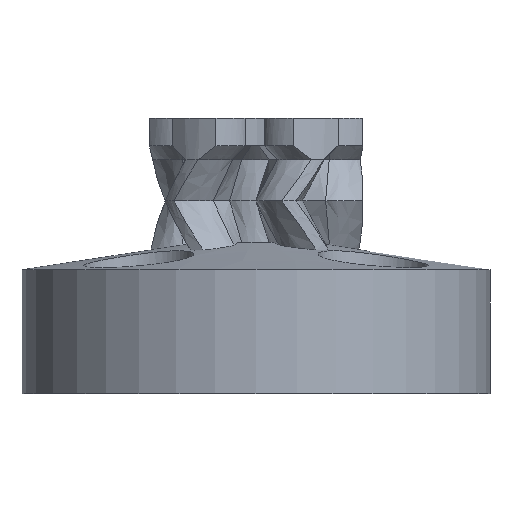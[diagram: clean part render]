
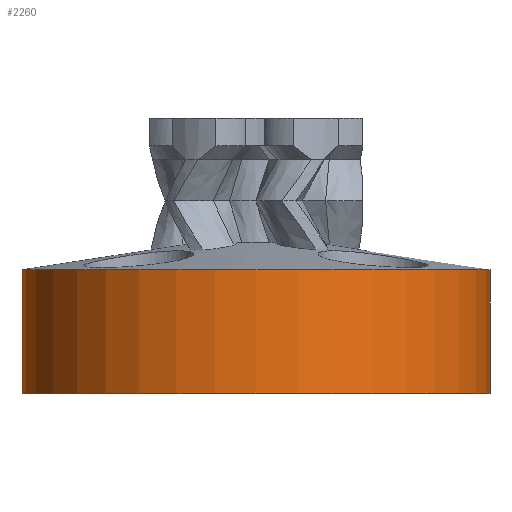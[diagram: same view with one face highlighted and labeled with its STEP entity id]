
A CAD part, front view. The second image highlights one B-rep face of the part: STEP entity #2260.
In plain terms, the highlighted cylindrical face has radius 8.5 mm (diameter 17 mm), a full revolution.
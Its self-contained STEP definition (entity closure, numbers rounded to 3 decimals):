
#59=CYLINDRICAL_SURFACE('',#2445,8.5);
#267=FACE_OUTER_BOUND('',#417,.T.);
#417=EDGE_LOOP('',(#1857,#1858,#1859,#1860));
#727=LINE('',#5324,#828);
#828=VECTOR('',#2766,8.5);
#845=CIRCLE('',#2342,8.5);
#894=CIRCLE('',#2446,8.5);
#910=VERTEX_POINT('',#2827);
#1068=VERTEX_POINT('',#5322);
#1125=EDGE_CURVE('',#910,#910,#845,.T.);
#1353=EDGE_CURVE('',#1068,#1068,#894,.T.);
#1354=EDGE_CURVE('',#1068,#910,#727,.T.);
#1857=ORIENTED_EDGE('',*,*,#1353,.F.);
#1858=ORIENTED_EDGE('',*,*,#1354,.T.);
#1859=ORIENTED_EDGE('',*,*,#1125,.F.);
#1860=ORIENTED_EDGE('',*,*,#1354,.F.);
#2260=ADVANCED_FACE('',(#267),#59,.T.);
#2342=AXIS2_PLACEMENT_3D('',#2828,#2472,#2473);
#2445=AXIS2_PLACEMENT_3D('',#5321,#2762,#2763);
#2446=AXIS2_PLACEMENT_3D('',#5323,#2764,#2765);
#2472=DIRECTION('center_axis',(0.,0.,1.));
#2473=DIRECTION('ref_axis',(1.,0.,0.));
#2762=DIRECTION('center_axis',(0.,0.,-1.));
#2763=DIRECTION('ref_axis',(1.,0.,0.));
#2764=DIRECTION('center_axis',(0.,0.,-1.));
#2765=DIRECTION('ref_axis',(1.,0.,0.));
#2766=DIRECTION('',(0.,0.,1.));
#2827=CARTESIAN_POINT('',(-8.5,0.,-2.5));
#2828=CARTESIAN_POINT('Origin',(0.,0.,-2.5));
#5321=CARTESIAN_POINT('Origin',(0.,0.,-1.5));
#5322=CARTESIAN_POINT('',(-8.5,0.,-7.));
#5323=CARTESIAN_POINT('Origin',(0.,0.,-7.));
#5324=CARTESIAN_POINT('',(-8.5,0.,-1.5));
